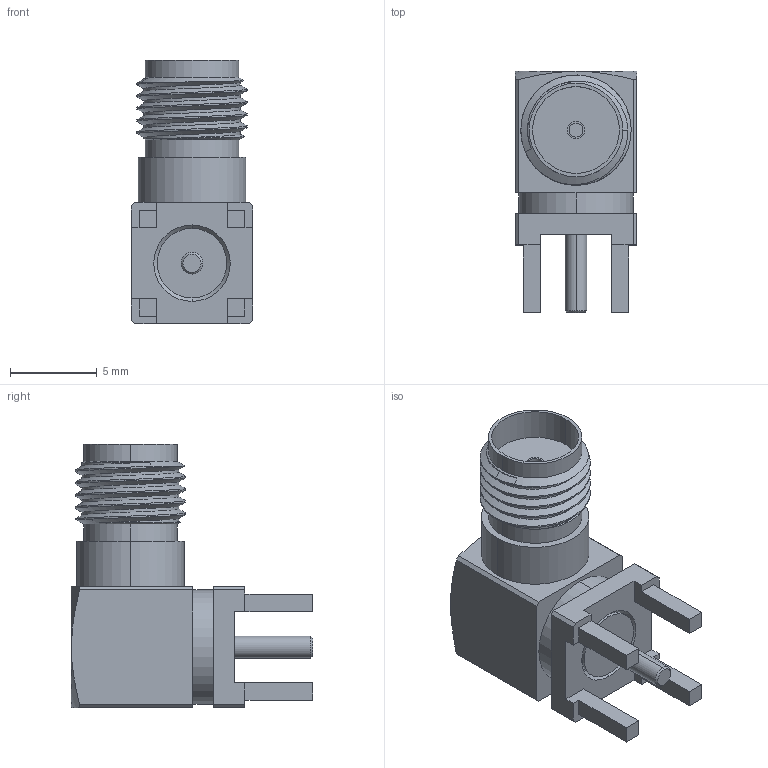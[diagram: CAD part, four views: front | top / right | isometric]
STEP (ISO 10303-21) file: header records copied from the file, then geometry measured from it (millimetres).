
FILE_DESCRIPTION (( 'STEP AP214' ), '1' );
FILE_NAME ('CONSMA002.STEP', '2020-10-28T22:09:54', ( '' ), ( '' ), 'SwSTEP 2.0', 'SolidWorks 2017', '' );
FILE_SCHEMA (( 'AUTOMOTIVE_DESIGN' ));
Length unit declared in the file: millimetre
Products named in the file (1): CONSMA002
Bounding box: 7 x 13.9 x 15.2 mm (x, y, z)
Volume: 651 mm3; surface area: 830.1 mm2
Topology: 5 solids, 5 shells, 108 faces, 263 edges, 172 vertices
Faces by surface type: plane 57, cylinder 36, cone 12, bspline 3
Entity records: 4730 total; most frequent: CARTESIAN_POINT 2165, ORIENTED_EDGE 526, DIRECTION 491, EDGE_CURVE 263, VERTEX_POINT 172, AXIS2_PLACEMENT_3D 168, VECTOR 155, LINE 155
